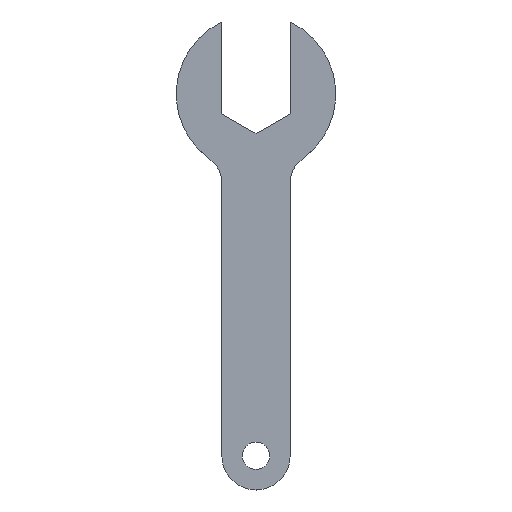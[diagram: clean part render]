
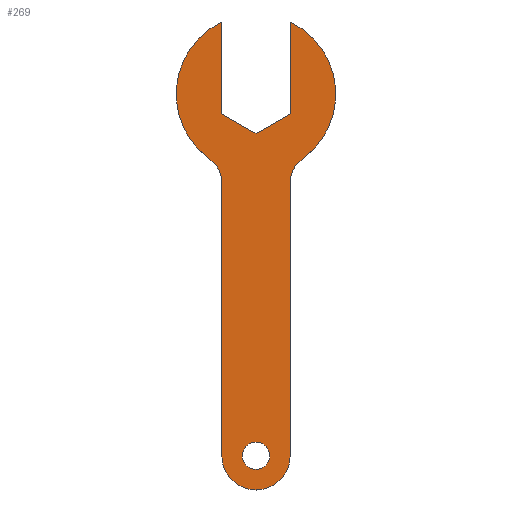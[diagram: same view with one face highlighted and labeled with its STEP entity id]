
A CAD part, top view. The second image highlights one B-rep face of the part: STEP entity #269.
In plain terms, the highlighted planar face has unit normal (0, 0, 1).
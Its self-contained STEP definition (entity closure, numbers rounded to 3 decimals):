
#19=FACE_BOUND('',#56,.T.);
#27=PLANE('',#310);
#41=FACE_OUTER_BOUND('',#55,.T.);
#55=EDGE_LOOP('',(#227,#228,#229,#230,#231,#232,#233,#234,#235,#236,#237));
#56=EDGE_LOOP('',(#238));
#66=LINE('',#426,#90);
#70=LINE('',#440,#94);
#73=LINE('',#446,#97);
#76=LINE('',#450,#100);
#77=LINE('',#453,#101);
#82=LINE('',#468,#106);
#90=VECTOR('',#344,10.);
#94=VECTOR('',#356,10.);
#97=VECTOR('',#361,10.);
#100=VECTOR('',#366,10.);
#101=VECTOR('',#369,10.);
#106=VECTOR('',#388,10.);
#108=CIRCLE('',#288,12.5);
#110=CIRCLE('',#291,35.);
#112=CIRCLE('',#294,12.5);
#113=CIRCLE('',#297,6.);
#116=CIRCLE('',#305,15.);
#117=CIRCLE('',#307,35.);
#121=VERTEX_POINT('',#401);
#122=VERTEX_POINT('',#403);
#124=VERTEX_POINT('',#409);
#127=VERTEX_POINT('',#416);
#128=VERTEX_POINT('',#418);
#130=VERTEX_POINT('',#424);
#131=VERTEX_POINT('',#428);
#135=VERTEX_POINT('',#437);
#136=VERTEX_POINT('',#439);
#138=VERTEX_POINT('',#445);
#139=VERTEX_POINT('',#452);
#141=VERTEX_POINT('',#461);
#145=EDGE_CURVE('',#121,#122,#108,.T.);
#149=EDGE_CURVE('',#121,#124,#110,.T.);
#152=EDGE_CURVE('',#127,#128,#112,.T.);
#156=EDGE_CURVE('',#127,#130,#66,.T.);
#157=EDGE_CURVE('',#131,#131,#113,.T.);
#162=EDGE_CURVE('',#136,#135,#70,.T.);
#165=EDGE_CURVE('',#138,#136,#73,.T.);
#168=EDGE_CURVE('',#124,#138,#76,.T.);
#169=EDGE_CURVE('',#139,#122,#77,.T.);
#173=EDGE_CURVE('',#130,#139,#116,.T.);
#174=EDGE_CURVE('',#141,#128,#117,.T.);
#178=EDGE_CURVE('',#135,#141,#82,.T.);
#227=ORIENTED_EDGE('',*,*,#178,.T.);
#228=ORIENTED_EDGE('',*,*,#174,.T.);
#229=ORIENTED_EDGE('',*,*,#152,.F.);
#230=ORIENTED_EDGE('',*,*,#156,.T.);
#231=ORIENTED_EDGE('',*,*,#173,.T.);
#232=ORIENTED_EDGE('',*,*,#169,.T.);
#233=ORIENTED_EDGE('',*,*,#145,.F.);
#234=ORIENTED_EDGE('',*,*,#149,.T.);
#235=ORIENTED_EDGE('',*,*,#168,.T.);
#236=ORIENTED_EDGE('',*,*,#165,.T.);
#237=ORIENTED_EDGE('',*,*,#162,.T.);
#238=ORIENTED_EDGE('',*,*,#157,.T.);
#269=ADVANCED_FACE('',(#41,#19),#27,.T.);
#288=AXIS2_PLACEMENT_3D('',#404,#322,#323);
#291=AXIS2_PLACEMENT_3D('',#411,#330,#331);
#294=AXIS2_PLACEMENT_3D('',#419,#337,#338);
#297=AXIS2_PLACEMENT_3D('',#429,#347,#348);
#305=AXIS2_PLACEMENT_3D('',#459,#376,#377);
#307=AXIS2_PLACEMENT_3D('',#462,#380,#381);
#310=AXIS2_PLACEMENT_3D('',#469,#389,#390);
#322=DIRECTION('center_axis',(0.,0.,1.));
#323=DIRECTION('ref_axis',(-0.889,0.459,0.));
#330=DIRECTION('center_axis',(0.,0.,1.));
#331=DIRECTION('ref_axis',(0.429,-0.904,0.));
#337=DIRECTION('center_axis',(0.,0.,1.));
#338=DIRECTION('ref_axis',(0.889,0.459,0.));
#344=DIRECTION('',(0.,-1.,0.));
#347=DIRECTION('center_axis',(0.,0.,-1.));
#348=DIRECTION('ref_axis',(1.,0.,0.));
#356=DIRECTION('',(-0.866,0.5,0.));
#361=DIRECTION('',(-0.866,-0.5,0.));
#366=DIRECTION('',(0.,-1.,0.));
#369=DIRECTION('',(0.,1.,0.));
#376=DIRECTION('center_axis',(0.,0.,1.));
#377=DIRECTION('ref_axis',(-1.,0.,0.));
#380=DIRECTION('center_axis',(0.,0.,1.));
#381=DIRECTION('ref_axis',(-0.429,0.904,0.));
#388=DIRECTION('',(0.,1.,0.));
#389=DIRECTION('center_axis',(0.,0.,1.));
#390=DIRECTION('ref_axis',(1.,0.,0.));
#401=CARTESIAN_POINT('',(20.263,-28.538,6.35));
#403=CARTESIAN_POINT('',(15.,-38.73,6.35));
#404=CARTESIAN_POINT('Origin',(27.5,-38.73,6.35));
#409=CARTESIAN_POINT('',(15.,31.623,6.35));
#411=CARTESIAN_POINT('Origin',(0.,0.,6.35));
#416=CARTESIAN_POINT('',(-15.,-38.73,6.35));
#418=CARTESIAN_POINT('',(-20.263,-28.538,6.35));
#419=CARTESIAN_POINT('Origin',(-27.5,-38.73,6.35));
#424=CARTESIAN_POINT('',(-15.,-158.66,6.35));
#426=CARTESIAN_POINT('',(-15.,-31.623,6.35));
#428=CARTESIAN_POINT('',(-6.,-158.66,6.35));
#429=CARTESIAN_POINT('Origin',(0.,-158.66,6.35));
#437=CARTESIAN_POINT('',(-15.,-8.66,6.35));
#439=CARTESIAN_POINT('',(0.,-17.321,6.35));
#440=CARTESIAN_POINT('',(-15.,-8.66,6.35));
#445=CARTESIAN_POINT('',(15.,-8.66,6.35));
#446=CARTESIAN_POINT('',(0.,-17.321,6.35));
#450=CARTESIAN_POINT('',(15.,8.66,6.35));
#452=CARTESIAN_POINT('',(15.,-158.66,6.35));
#453=CARTESIAN_POINT('',(15.,-31.623,6.35));
#459=CARTESIAN_POINT('Origin',(0.,-158.66,6.35));
#461=CARTESIAN_POINT('',(-15.,31.623,6.35));
#462=CARTESIAN_POINT('Origin',(0.,0.,6.35));
#468=CARTESIAN_POINT('',(-15.,8.66,6.35));
#469=CARTESIAN_POINT('Origin',(0.,-71.019,6.35));
